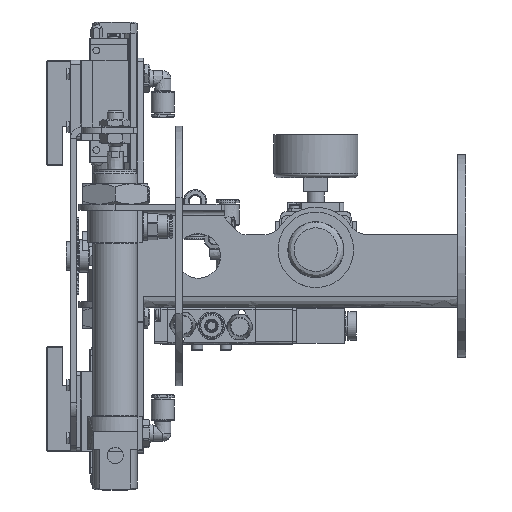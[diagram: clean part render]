
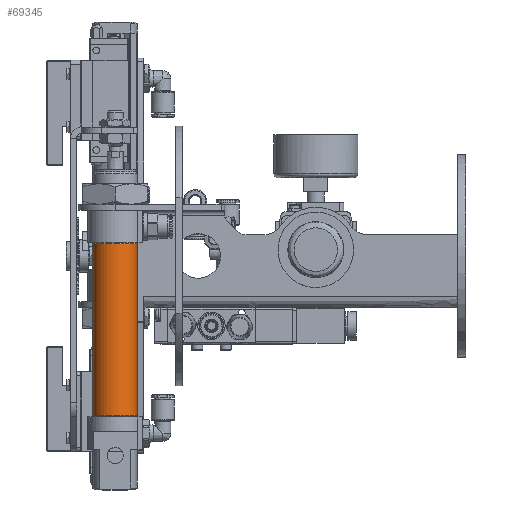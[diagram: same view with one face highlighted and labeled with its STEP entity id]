
A CAD part, top view. The second image highlights one B-rep face of the part: STEP entity #69345.
In plain terms, the highlighted free-form (B-spline) face has degree [2, 1] with [9, 2] control points.
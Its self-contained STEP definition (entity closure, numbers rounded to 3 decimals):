
#69308 = EDGE_CURVE('',#69309,#69309,#69311,.T.);
#69309 = VERTEX_POINT('',#69310);
#69310 = CARTESIAN_POINT('',(-188.162,6.842,
    43.334));
#69311 = ( BOUNDED_CURVE() B_SPLINE_CURVE(2,(#69312,#69313,#69314,#69315
    ,#69316,#69317,#69318),.UNSPECIFIED.,.T.,.F.) 
B_SPLINE_CURVE_WITH_KNOTS((3,2,2,3),(4.712,6.807,
8.901,10.996),.PIECEWISE_BEZIER_KNOTS.) CURVE() 
GEOMETRIC_REPRESENTATION_ITEM() RATIONAL_B_SPLINE_CURVE((1.,0.5,1.,0.5,
1.,0.5,1.)) REPRESENTATION_ITEM('') );
#69312 = CARTESIAN_POINT('',(-188.162,6.842,
    43.334));
#69313 = CARTESIAN_POINT('',(-188.162,6.842,
    21.607));
#69314 = CARTESIAN_POINT('',(-169.346,6.842,
    32.471));
#69315 = CARTESIAN_POINT('',(-150.53,6.842,
    43.334));
#69316 = CARTESIAN_POINT('',(-169.346,6.842,
    54.198));
#69317 = CARTESIAN_POINT('',(-188.162,6.842,
    65.061));
#69318 = CARTESIAN_POINT('',(-188.162,6.842,
    43.334));
#69345 = ADVANCED_FACE('',(#69346),#69367,.T.);
#69346 = FACE_BOUND('',#69347,.T.);
#69347 = EDGE_LOOP('',(#69348,#69360,#69365,#69366));
#69348 = ORIENTED_EDGE('',*,*,#69349,.F.);
#69349 = EDGE_CURVE('',#69350,#69350,#69352,.T.);
#69350 = VERTEX_POINT('',#69351);
#69351 = CARTESIAN_POINT('',(-188.162,-90.09,
    43.334));
#69352 = ( BOUNDED_CURVE() B_SPLINE_CURVE(2,(#69353,#69354,#69355,#69356
    ,#69357,#69358,#69359),.UNSPECIFIED.,.T.,.F.) 
B_SPLINE_CURVE_WITH_KNOTS((3,2,2,3),(4.712,6.807,
8.901,10.996),.PIECEWISE_BEZIER_KNOTS.) CURVE() 
GEOMETRIC_REPRESENTATION_ITEM() RATIONAL_B_SPLINE_CURVE((1.,0.5,1.,0.5,
1.,0.5,1.)) REPRESENTATION_ITEM('') );
#69353 = CARTESIAN_POINT('',(-188.162,-90.09,
    43.334));
#69354 = CARTESIAN_POINT('',(-188.162,-90.09,
    21.607));
#69355 = CARTESIAN_POINT('',(-169.346,-90.09,
    32.471));
#69356 = CARTESIAN_POINT('',(-150.53,-90.09,
    43.334));
#69357 = CARTESIAN_POINT('',(-169.346,-90.09,
    54.198));
#69358 = CARTESIAN_POINT('',(-188.162,-90.09,
    65.061));
#69359 = CARTESIAN_POINT('',(-188.162,-90.09,
    43.334));
#69360 = ORIENTED_EDGE('',*,*,#69361,.T.);
#69361 = EDGE_CURVE('',#69350,#69309,#69362,.T.);
#69362 = B_SPLINE_CURVE_WITH_KNOTS('',1,(#69363,#69364),.UNSPECIFIED.,
  .F.,.F.,(2,2),(-42.5,42.5),.PIECEWISE_BEZIER_KNOTS.);
#69363 = CARTESIAN_POINT('',(-188.162,-90.09,
    43.334));
#69364 = CARTESIAN_POINT('',(-188.162,6.842,
    43.334));
#69365 = ORIENTED_EDGE('',*,*,#69308,.T.);
#69366 = ORIENTED_EDGE('',*,*,#69361,.F.);
#69367 = ( BOUNDED_SURFACE() B_SPLINE_SURFACE(2,1,(
    (#69368,#69369)
    ,(#69370,#69371)
    ,(#69372,#69373)
    ,(#69374,#69375)
    ,(#69376,#69377)
    ,(#69378,#69379)
    ,(#69380,#69381)
    ,(#69382,#69383)
    ,(#69384,#69385
)),.UNSPECIFIED.,.T.,.F.,.F.) B_SPLINE_SURFACE_WITH_KNOTS((3,2,2,2,3),(2
    ,2),(-3.142,-2.094,0.,2.094,3.142)
,(-42.5,42.5),.UNSPECIFIED.) GEOMETRIC_REPRESENTATION_ITEM() 
RATIONAL_B_SPLINE_SURFACE((
    (0.75,0.75)
    ,(0.75,0.75)
    ,(1.,1.)
    ,(0.5,0.5)
    ,(1.,1.)
    ,(0.5,0.5)
    ,(1.,1.)
    ,(0.75,0.75)
,(0.75,0.75))) REPRESENTATION_ITEM('') SURFACE() );
#69368 = CARTESIAN_POINT('',(-188.162,6.842,
    43.334));
#69369 = CARTESIAN_POINT('',(-188.162,-90.09,
    43.334));
#69370 = CARTESIAN_POINT('',(-188.162,6.842,
    36.092));
#69371 = CARTESIAN_POINT('',(-188.162,-90.09,
    36.092));
#69372 = CARTESIAN_POINT('',(-181.89,6.842,
    32.471));
#69373 = CARTESIAN_POINT('',(-181.89,-90.09,
    32.471));
#69374 = CARTESIAN_POINT('',(-163.074,6.842,
    21.607));
#69375 = CARTESIAN_POINT('',(-163.074,-90.09,
    21.607));
#69376 = CARTESIAN_POINT('',(-163.074,6.842,
    43.334));
#69377 = CARTESIAN_POINT('',(-163.074,-90.09,
    43.334));
#69378 = CARTESIAN_POINT('',(-163.074,6.842,
    65.061));
#69379 = CARTESIAN_POINT('',(-163.074,-90.09,
    65.061));
#69380 = CARTESIAN_POINT('',(-181.89,6.842,
    54.198));
#69381 = CARTESIAN_POINT('',(-181.89,-90.09,
    54.198));
#69382 = CARTESIAN_POINT('',(-188.162,6.842,
    50.577));
#69383 = CARTESIAN_POINT('',(-188.162,-90.09,
    50.577));
#69384 = CARTESIAN_POINT('',(-188.162,6.842,
    43.334));
#69385 = CARTESIAN_POINT('',(-188.162,-90.09,
    43.334));
